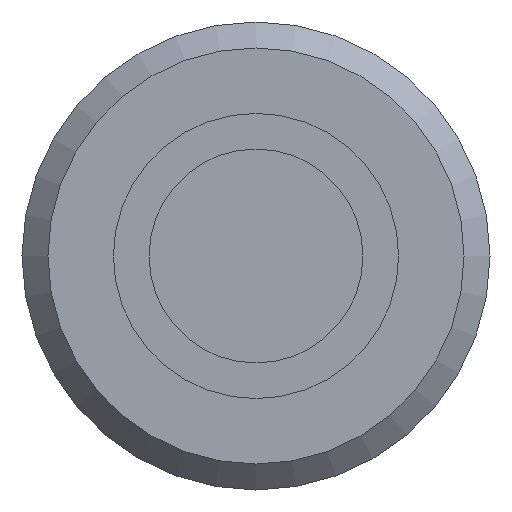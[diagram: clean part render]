
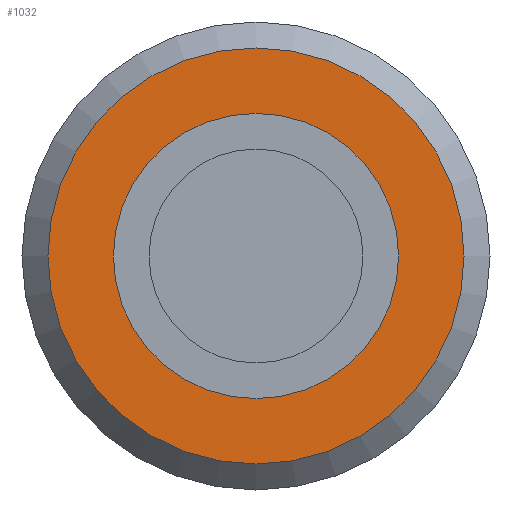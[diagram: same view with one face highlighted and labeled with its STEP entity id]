
A CAD part, left-side view. The second image highlights one B-rep face of the part: STEP entity #1032.
In plain terms, the highlighted planar face has unit normal (-1, 0, 0).
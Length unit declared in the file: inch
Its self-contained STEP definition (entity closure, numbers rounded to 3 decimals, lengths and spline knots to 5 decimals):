
#43 = CARTESIAN_POINT ( 'NONE',  ( 0.10039, -0.08754, 0. ) ) ;
#118 = EDGE_CURVE ( 'NONE', #1031, #1031, #697, .T. ) ;
#214 = DIRECTION ( 'NONE',  ( 1., 0., 0. ) ) ;
#250 = CARTESIAN_POINT ( 'NONE',  ( 0.10039, 0., 0. ) ) ;
#306 = CARTESIAN_POINT ( 'NONE',  ( 0.10039, 0., 0. ) ) ;
#349 = ORIENTED_EDGE ( 'NONE', *, *, #2208, .T. ) ;
#697 = CIRCLE ( 'NONE', #2017, 0.06002 ) ;
#930 = DIRECTION ( 'NONE',  ( -1., 0., 0. ) ) ;
#1019 = ORIENTED_EDGE ( 'NONE', *, *, #118, .F. ) ;
#1021 = AXIS2_PLACEMENT_3D ( 'NONE', #306, #930, #2368 ) ;
#1031 = VERTEX_POINT ( 'NONE', #1239 ) ;
#1032 = ADVANCED_FACE ( 'NONE', ( #1500, #2347 ), #2092, .F. ) ;
#1081 = DIRECTION ( 'NONE',  ( -1., 0., 0. ) ) ;
#1090 = CARTESIAN_POINT ( 'NONE',  ( 0.10039, 0.06002, 0. ) ) ;
#1239 = CARTESIAN_POINT ( 'NONE',  ( 0.10039, -0.06002, 0. ) ) ;
#1500 = FACE_BOUND ( 'NONE', #2209, .T. ) ;
#1770 = AXIS2_PLACEMENT_3D ( 'NONE', #1090, #214, #2510 ) ;
#1897 = VERTEX_POINT ( 'NONE', #43 ) ;
#1918 = DIRECTION ( 'NONE',  ( 0., -1., 0. ) ) ;
#1958 = EDGE_LOOP ( 'NONE', ( #349 ) ) ;
#2017 = AXIS2_PLACEMENT_3D ( 'NONE', #250, #1081, #1918 ) ;
#2092 = PLANE ( 'NONE',  #1770 ) ;
#2208 = EDGE_CURVE ( 'NONE', #1897, #1897, #2254, .T. ) ;
#2209 = EDGE_LOOP ( 'NONE', ( #1019 ) ) ;
#2254 = CIRCLE ( 'NONE', #1021, 0.08754 ) ;
#2347 = FACE_OUTER_BOUND ( 'NONE', #1958, .T. ) ;
#2368 = DIRECTION ( 'NONE',  ( 0., -1., 0. ) ) ;
#2510 = DIRECTION ( 'NONE',  ( 0., 1., 0. ) ) ;
